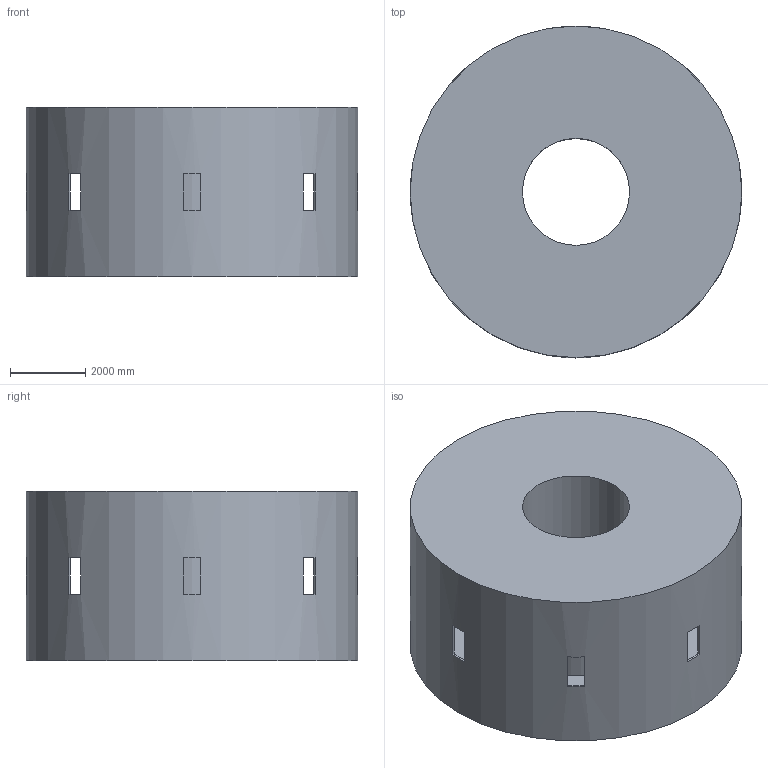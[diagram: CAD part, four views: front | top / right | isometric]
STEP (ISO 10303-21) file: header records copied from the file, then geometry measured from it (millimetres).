
FILE_DESCRIPTION(('Open CASCADE Model'),'2;1');
FILE_NAME('Open CASCADE Shape Model','2022-07-15T16:22:07',('Author'),( 'Open CASCADE'),'Open CASCADE STEP processor 7.5','Open CASCADE 7.5' ,'Unknown');
FILE_SCHEMA(('AUTOMOTIVE_DESIGN { 1 0 10303 214 1 1 1 1 }'));
Length unit declared in the file: millimetre
Products named in the file (1): Open CASCADE STEP translator 7.5 8
Bounding box: 8840 x 8840 x 4520 mm (x, y, z)
Volume: 13439153889.9 mm3; surface area: 538703377.4 mm2
Topology: 1 solids, 1 shells, 40 faces, 114 edges, 76 vertices
Faces by surface type: plane 36, cylinder 4
Full cylindrical faces by diameter (mm): 2850 x1, 2950 x1, 8740 x1, 8840 x1
Entity records: 2894 total; most frequent: CARTESIAN_POINT 739, DIRECTION 368, ORIENTED_EDGE 228, PCURVE 228, DEFINITIONAL_REPRESENTATION 228, LINE 190, VECTOR 190, EDGE_CURVE 114
